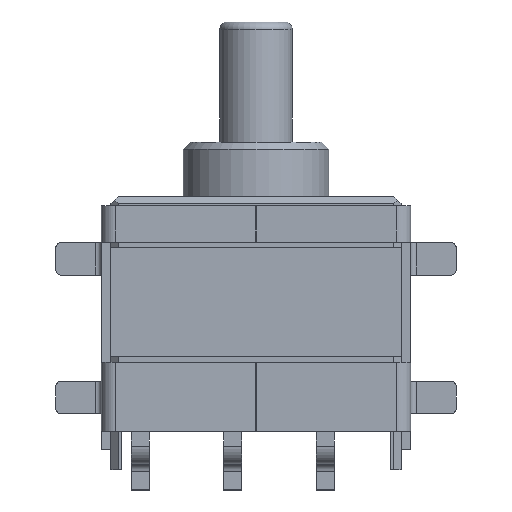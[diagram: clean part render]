
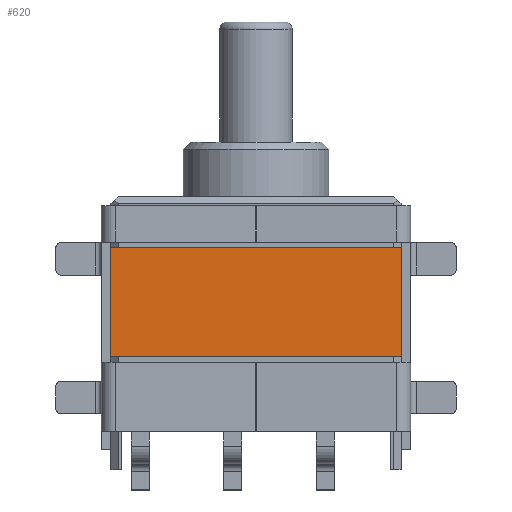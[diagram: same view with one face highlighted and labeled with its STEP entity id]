
A CAD part, top view. The second image highlights one B-rep face of the part: STEP entity #620.
In plain terms, the highlighted face is planar.
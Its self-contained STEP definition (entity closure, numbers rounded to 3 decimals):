
#620 = ADVANCED_FACE( '', ( #1270 ), #1271, .F. );
#1270 = FACE_OUTER_BOUND( '', #1931, .T. );
#1271 = PLANE( '', #1932 );
#1931 = EDGE_LOOP( '', ( #3769, #3770, #3771, #3772 ) );
#1932 = AXIS2_PLACEMENT_3D( '', #3773, #3774, #3775 );
#3769 = ORIENTED_EDGE( '', *, *, #4199, .T. );
#3770 = ORIENTED_EDGE( '', *, *, #4593, .F. );
#3771 = ORIENTED_EDGE( '', *, *, #4604, .F. );
#3772 = ORIENTED_EDGE( '', *, *, #4640, .T. );
#3773 = CARTESIAN_POINT( '', ( 2.2, -0.05, -3.985 ) );
#3774 = DIRECTION( '', ( 0., -1., 0. ) );
#3775 = DIRECTION( '', ( 0., 0., -1. ) );
#4199 = EDGE_CURVE( '', #5124, #5122, #5125, .T. );
#4593 = EDGE_CURVE( '', #5735, #5122, #5737, .T. );
#4604 = EDGE_CURVE( '', #5750, #5735, #5752, .T. );
#4640 = EDGE_CURVE( '', #5750, #5124, #5804, .T. );
#5122 = VERTEX_POINT( '', #6427 );
#5124 = VERTEX_POINT( '', #6430 );
#5125 = LINE( '', #6431, #6432 );
#5735 = VERTEX_POINT( '', #7276 );
#5737 = LINE( '', #7279, #7280 );
#5750 = VERTEX_POINT( '', #7299 );
#5752 = LINE( '', #7302, #7303 );
#5804 = LINE( '', #7378, #7379 );
#6427 = CARTESIAN_POINT( '', ( -0.8, -0.05, 3.985 ) );
#6430 = CARTESIAN_POINT( '', ( -0.8, -0.05, -3.985 ) );
#6431 = CARTESIAN_POINT( '', ( -0.8, -0.05, -3.985 ) );
#6432 = VECTOR( '', #7925, 1000. );
#7276 = CARTESIAN_POINT( '', ( 2.2, -0.05, 3.985 ) );
#7279 = CARTESIAN_POINT( '', ( 2.2, -0.05, 3.985 ) );
#7280 = VECTOR( '', #8383, 1000. );
#7299 = CARTESIAN_POINT( '', ( 2.2, -0.05, -3.985 ) );
#7302 = CARTESIAN_POINT( '', ( 2.2, -0.05, -3.985 ) );
#7303 = VECTOR( '', #8394, 1000. );
#7378 = CARTESIAN_POINT( '', ( 2.2, -0.05, -3.985 ) );
#7379 = VECTOR( '', #8433, 1000. );
#7925 = DIRECTION( '', ( 0., 0., 1. ) );
#8383 = DIRECTION( '', ( -1., 0., 0. ) );
#8394 = DIRECTION( '', ( 0., 0., 1. ) );
#8433 = DIRECTION( '', ( -1., 0., 0. ) );
